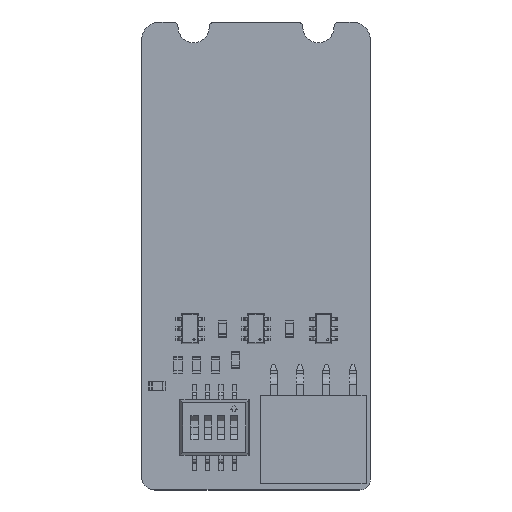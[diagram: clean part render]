
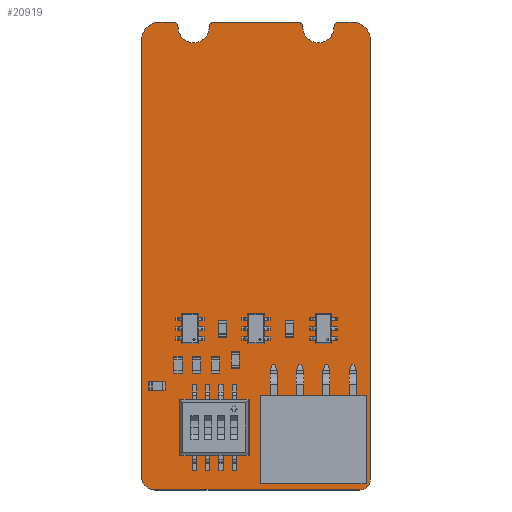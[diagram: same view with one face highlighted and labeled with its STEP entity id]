
A CAD part, top view. The second image highlights one B-rep face of the part: STEP entity #20919.
In plain terms, the highlighted planar face has unit normal (0, 0, 1).
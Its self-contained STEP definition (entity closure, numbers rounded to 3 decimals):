
#20290 = VERTEX_POINT('',#20291);
#20291 = CARTESIAN_POINT('',(2.,70.,1.51));
#20297 = EDGE_CURVE('',#20290,#20298,#20300,.T.);
#20298 = VERTEX_POINT('',#20299);
#20299 = CARTESIAN_POINT('',(2.5,69.5,1.51));
#20300 = CIRCLE('',#20301,0.5);
#20301 = AXIS2_PLACEMENT_3D('',#20302,#20303,#20304);
#20302 = CARTESIAN_POINT('',(2.,69.5,1.51));
#20303 = DIRECTION('',(0.,0.,-1.));
#20304 = DIRECTION('',(0.,1.,0.));
#20330 = EDGE_CURVE('',#20298,#20331,#20333,.T.);
#20331 = VERTEX_POINT('',#20332);
#20332 = CARTESIAN_POINT('',(5.5,69.5,1.51));
#20333 = CIRCLE('',#20334,1.5);
#20334 = AXIS2_PLACEMENT_3D('',#20335,#20336,#20337);
#20335 = CARTESIAN_POINT('',(4.,69.5,1.51));
#20336 = DIRECTION('',(0.,0.,1.));
#20337 = DIRECTION('',(-1.,0.,-0.));
#20363 = EDGE_CURVE('',#20331,#20364,#20366,.T.);
#20364 = VERTEX_POINT('',#20365);
#20365 = CARTESIAN_POINT('',(6.,70.,1.51));
#20366 = CIRCLE('',#20367,0.5);
#20367 = AXIS2_PLACEMENT_3D('',#20368,#20369,#20370);
#20368 = CARTESIAN_POINT('',(6.,69.5,1.51));
#20369 = DIRECTION('',(0.,0.,-1.));
#20370 = DIRECTION('',(-1.,0.,0.));
#20396 = EDGE_CURVE('',#20364,#20397,#20399,.T.);
#20397 = VERTEX_POINT('',#20398);
#20398 = CARTESIAN_POINT('',(14.,70.,1.51));
#20399 = LINE('',#20400,#20401);
#20400 = CARTESIAN_POINT('',(6.,70.,1.51));
#20401 = VECTOR('',#20402,1.);
#20402 = DIRECTION('',(1.,0.,0.));
#20427 = EDGE_CURVE('',#20397,#20428,#20430,.T.);
#20428 = VERTEX_POINT('',#20429);
#20429 = CARTESIAN_POINT('',(14.5,69.5,1.51));
#20430 = CIRCLE('',#20431,0.5);
#20431 = AXIS2_PLACEMENT_3D('',#20432,#20433,#20434);
#20432 = CARTESIAN_POINT('',(14.,69.5,1.51));
#20433 = DIRECTION('',(0.,0.,-1.));
#20434 = DIRECTION('',(0.,1.,0.));
#20460 = EDGE_CURVE('',#20428,#20461,#20463,.T.);
#20461 = VERTEX_POINT('',#20462);
#20462 = CARTESIAN_POINT('',(17.5,69.5,1.51));
#20463 = CIRCLE('',#20464,1.5);
#20464 = AXIS2_PLACEMENT_3D('',#20465,#20466,#20467);
#20465 = CARTESIAN_POINT('',(16.,69.5,1.51));
#20466 = DIRECTION('',(0.,0.,1.));
#20467 = DIRECTION('',(-1.,0.,-0.));
#20493 = EDGE_CURVE('',#20461,#20494,#20496,.T.);
#20494 = VERTEX_POINT('',#20495);
#20495 = CARTESIAN_POINT('',(18.,70.,1.51));
#20496 = CIRCLE('',#20497,0.5);
#20497 = AXIS2_PLACEMENT_3D('',#20498,#20499,#20500);
#20498 = CARTESIAN_POINT('',(18.,69.5,1.51));
#20499 = DIRECTION('',(0.,0.,-1.));
#20500 = DIRECTION('',(-1.,0.,0.));
#20526 = EDGE_CURVE('',#20494,#20527,#20529,.T.);
#20527 = VERTEX_POINT('',#20528);
#20528 = CARTESIAN_POINT('',(19.25,70.,1.51));
#20529 = LINE('',#20530,#20531);
#20530 = CARTESIAN_POINT('',(18.,70.,1.51));
#20531 = VECTOR('',#20532,1.);
#20532 = DIRECTION('',(1.,0.,0.));
#20557 = EDGE_CURVE('',#20527,#20558,#20560,.T.);
#20558 = VERTEX_POINT('',#20559);
#20559 = CARTESIAN_POINT('',(21.,68.25,1.51));
#20560 = CIRCLE('',#20561,1.75);
#20561 = AXIS2_PLACEMENT_3D('',#20562,#20563,#20564);
#20562 = CARTESIAN_POINT('',(19.25,68.25,1.51));
#20563 = DIRECTION('',(0.,0.,-1.));
#20564 = DIRECTION('',(0.,1.,0.));
#20590 = EDGE_CURVE('',#20558,#20591,#20593,.T.);
#20591 = VERTEX_POINT('',#20592);
#20592 = CARTESIAN_POINT('',(21.,67.25,1.51));
#20593 = LINE('',#20594,#20595);
#20594 = CARTESIAN_POINT('',(21.,68.25,1.51));
#20595 = VECTOR('',#20596,1.);
#20596 = DIRECTION('',(0.,-1.,0.));
#20621 = EDGE_CURVE('',#20591,#20622,#20624,.T.);
#20622 = VERTEX_POINT('',#20623);
#20623 = CARTESIAN_POINT('',(21.,26.,1.51));
#20624 = LINE('',#20625,#20626);
#20625 = CARTESIAN_POINT('',(21.,67.25,1.51));
#20626 = VECTOR('',#20627,1.);
#20627 = DIRECTION('',(0.,-1.,0.));
#20652 = EDGE_CURVE('',#20622,#20653,#20655,.T.);
#20653 = VERTEX_POINT('',#20654);
#20654 = CARTESIAN_POINT('',(20.,25.,1.51));
#20655 = CIRCLE('',#20656,1.);
#20656 = AXIS2_PLACEMENT_3D('',#20657,#20658,#20659);
#20657 = CARTESIAN_POINT('',(20.,26.,1.51));
#20658 = DIRECTION('',(0.,0.,-1.));
#20659 = DIRECTION('',(1.,0.,0.));
#20685 = EDGE_CURVE('',#20653,#20686,#20688,.T.);
#20686 = VERTEX_POINT('',#20687);
#20687 = CARTESIAN_POINT('',(12.,25.,1.51));
#20688 = LINE('',#20689,#20690);
#20689 = CARTESIAN_POINT('',(20.,25.,1.51));
#20690 = VECTOR('',#20691,1.);
#20691 = DIRECTION('',(-1.,0.,0.));
#20716 = EDGE_CURVE('',#20686,#20717,#20719,.T.);
#20717 = VERTEX_POINT('',#20718);
#20718 = CARTESIAN_POINT('',(8.,25.,1.51));
#20719 = LINE('',#20720,#20721);
#20720 = CARTESIAN_POINT('',(12.,25.,1.51));
#20721 = VECTOR('',#20722,1.);
#20722 = DIRECTION('',(-1.,0.,0.));
#20747 = EDGE_CURVE('',#20717,#20748,#20750,.T.);
#20748 = VERTEX_POINT('',#20749);
#20749 = CARTESIAN_POINT('',(0.25,25.,1.51));
#20750 = LINE('',#20751,#20752);
#20751 = CARTESIAN_POINT('',(8.,25.,1.51));
#20752 = VECTOR('',#20753,1.);
#20753 = DIRECTION('',(-1.,0.,0.));
#20778 = EDGE_CURVE('',#20748,#20779,#20781,.T.);
#20779 = VERTEX_POINT('',#20780);
#20780 = CARTESIAN_POINT('',(-1.,26.25,1.51));
#20781 = CIRCLE('',#20782,1.25);
#20782 = AXIS2_PLACEMENT_3D('',#20783,#20784,#20785);
#20783 = CARTESIAN_POINT('',(0.25,26.25,1.51));
#20784 = DIRECTION('',(0.,0.,-1.));
#20785 = DIRECTION('',(0.,-1.,-0.));
#20811 = EDGE_CURVE('',#20779,#20812,#20814,.T.);
#20812 = VERTEX_POINT('',#20813);
#20813 = CARTESIAN_POINT('',(-1.,68.25,1.51));
#20814 = LINE('',#20815,#20816);
#20815 = CARTESIAN_POINT('',(-1.,26.25,1.51));
#20816 = VECTOR('',#20817,1.);
#20817 = DIRECTION('',(0.,1.,0.));
#20842 = EDGE_CURVE('',#20812,#20843,#20845,.T.);
#20843 = VERTEX_POINT('',#20844);
#20844 = CARTESIAN_POINT('',(0.75,70.,1.51));
#20845 = CIRCLE('',#20846,1.75);
#20846 = AXIS2_PLACEMENT_3D('',#20847,#20848,#20849);
#20847 = CARTESIAN_POINT('',(0.75,68.25,1.51));
#20848 = DIRECTION('',(0.,0.,-1.));
#20849 = DIRECTION('',(-1.,0.,-0.));
#20875 = EDGE_CURVE('',#20843,#20290,#20876,.T.);
#20876 = LINE('',#20877,#20878);
#20877 = CARTESIAN_POINT('',(0.75,70.,1.51));
#20878 = VECTOR('',#20879,1.);
#20879 = DIRECTION('',(1.,0.,0.));
#20919 = ADVANCED_FACE('',(#20920),#20941,.T.);
#20920 = FACE_BOUND('',#20921,.F.);
#20921 = EDGE_LOOP('',(#20922,#20923,#20924,#20925,#20926,#20927,#20928,
    #20929,#20930,#20931,#20932,#20933,#20934,#20935,#20936,#20937,
    #20938,#20939,#20940));
#20922 = ORIENTED_EDGE('',*,*,#20297,.T.);
#20923 = ORIENTED_EDGE('',*,*,#20330,.T.);
#20924 = ORIENTED_EDGE('',*,*,#20363,.T.);
#20925 = ORIENTED_EDGE('',*,*,#20396,.T.);
#20926 = ORIENTED_EDGE('',*,*,#20427,.T.);
#20927 = ORIENTED_EDGE('',*,*,#20460,.T.);
#20928 = ORIENTED_EDGE('',*,*,#20493,.T.);
#20929 = ORIENTED_EDGE('',*,*,#20526,.T.);
#20930 = ORIENTED_EDGE('',*,*,#20557,.T.);
#20931 = ORIENTED_EDGE('',*,*,#20590,.T.);
#20932 = ORIENTED_EDGE('',*,*,#20621,.T.);
#20933 = ORIENTED_EDGE('',*,*,#20652,.T.);
#20934 = ORIENTED_EDGE('',*,*,#20685,.T.);
#20935 = ORIENTED_EDGE('',*,*,#20716,.T.);
#20936 = ORIENTED_EDGE('',*,*,#20747,.T.);
#20937 = ORIENTED_EDGE('',*,*,#20778,.T.);
#20938 = ORIENTED_EDGE('',*,*,#20811,.T.);
#20939 = ORIENTED_EDGE('',*,*,#20842,.T.);
#20940 = ORIENTED_EDGE('',*,*,#20875,.T.);
#20941 = PLANE('',#20942);
#20942 = AXIS2_PLACEMENT_3D('',#20943,#20944,#20945);
#20943 = CARTESIAN_POINT('',(0.,0.,1.51));
#20944 = DIRECTION('',(0.,0.,1.));
#20945 = DIRECTION('',(1.,0.,-0.));
